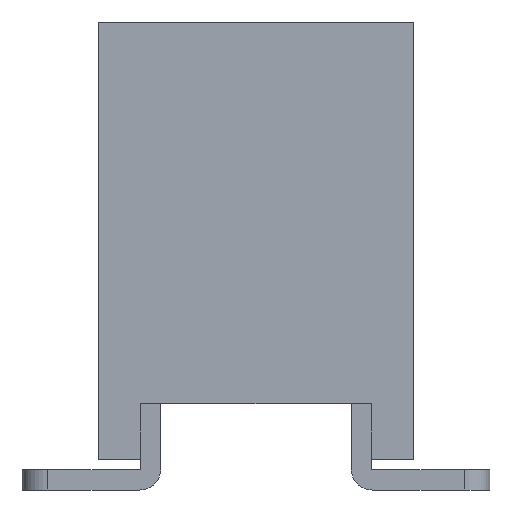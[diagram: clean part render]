
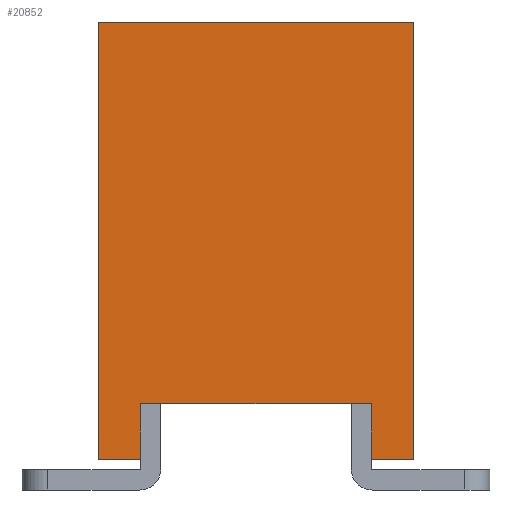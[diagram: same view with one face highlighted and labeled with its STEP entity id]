
A CAD part, left-side view. The second image highlights one B-rep face of the part: STEP entity #20852.
In plain terms, the highlighted face is planar.
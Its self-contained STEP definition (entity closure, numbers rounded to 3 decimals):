
#862=PLANE('',#22974);
#2867=LINE('',#35608,#4907);
#2903=LINE('',#35649,#4943);
#2908=LINE('',#35660,#4948);
#2912=LINE('',#35669,#4952);
#2914=LINE('',#35673,#4954);
#2917=LINE('',#35677,#4957);
#2918=LINE('',#35679,#4958);
#2919=LINE('',#35680,#4959);
#4907=VECTOR('',#28856,1000.);
#4943=VECTOR('',#28894,1000.);
#4948=VECTOR('',#28901,1000.);
#4952=VECTOR('',#28907,1000.);
#4954=VECTOR('',#28911,1000.);
#4957=VECTOR('',#28916,1000.);
#4958=VECTOR('',#28919,1000.);
#4959=VECTOR('',#28920,1000.);
#10810=ORIENTED_EDGE('',*,*,#14149,.T.);
#10811=ORIENTED_EDGE('',*,*,#14135,.T.);
#10812=ORIENTED_EDGE('',*,*,#14150,.T.);
#10813=ORIENTED_EDGE('',*,*,#14099,.T.);
#10814=ORIENTED_EDGE('',*,*,#14146,.T.);
#10815=ORIENTED_EDGE('',*,*,#14140,.F.);
#10816=ORIENTED_EDGE('',*,*,#14151,.F.);
#10817=ORIENTED_EDGE('',*,*,#14144,.T.);
#14099=EDGE_CURVE('',#16108,#16106,#2867,.T.);
#14135=EDGE_CURVE('',#16112,#16111,#2903,.T.);
#14140=EDGE_CURVE('',#16116,#16117,#2908,.T.);
#14144=EDGE_CURVE('',#16121,#16120,#2912,.T.);
#14146=EDGE_CURVE('',#16106,#16117,#2914,.T.);
#14149=EDGE_CURVE('',#16120,#16112,#2917,.T.);
#14150=EDGE_CURVE('',#16111,#16108,#2918,.T.);
#14151=EDGE_CURVE('',#16121,#16116,#2919,.T.);
#16106=VERTEX_POINT('',#35606);
#16108=VERTEX_POINT('',#35609);
#16111=VERTEX_POINT('',#35648);
#16112=VERTEX_POINT('',#35650);
#16116=VERTEX_POINT('',#35659);
#16117=VERTEX_POINT('',#35661);
#16120=VERTEX_POINT('',#35668);
#16121=VERTEX_POINT('',#35670);
#18064=EDGE_LOOP('',(#10810,#10811,#10812,#10813,#10814,#10815,#10816,#10817));
#19226=FACE_BOUND('',#18064,.T.);
#20852=ADVANCED_FACE('',(#19226),#862,.T.);
#22974=AXIS2_PLACEMENT_3D('',#35678,#28917,#28918);
#28856=DIRECTION('',(0.,0.,-1.));
#28894=DIRECTION('',(0.,0.,1.));
#28901=DIRECTION('',(0.,0.,-1.));
#28907=DIRECTION('',(0.,0.,-1.));
#28911=DIRECTION('',(0.,1.,0.));
#28916=DIRECTION('',(0.,1.,0.));
#28917=DIRECTION('',(1.,0.,0.));
#28918=DIRECTION('',(0.,0.,-1.));
#28919=DIRECTION('',(0.,1.,0.));
#28920=DIRECTION('',(0.,1.,0.));
#35606=CARTESIAN_POINT('',(5.28,1.135,-2.15));
#35608=CARTESIAN_POINT('',(5.28,1.135,-1.6));
#35609=CARTESIAN_POINT('',(5.28,1.135,-1.6));
#35648=CARTESIAN_POINT('',(5.28,-1.135,-1.6));
#35649=CARTESIAN_POINT('',(5.28,-1.135,-2.15));
#35650=CARTESIAN_POINT('',(5.28,-1.135,-2.15));
#35659=CARTESIAN_POINT('',(5.28,1.55,2.15));
#35660=CARTESIAN_POINT('',(5.28,1.55,2.15));
#35661=CARTESIAN_POINT('',(5.28,1.55,-2.15));
#35668=CARTESIAN_POINT('',(5.28,-1.55,-2.15));
#35669=CARTESIAN_POINT('',(5.28,-1.55,2.15));
#35670=CARTESIAN_POINT('',(5.28,-1.55,2.15));
#35673=CARTESIAN_POINT('',(5.28,-1.55,-2.15));
#35677=CARTESIAN_POINT('',(5.28,-1.55,-2.15));
#35678=CARTESIAN_POINT('',(5.28,-1.55,2.15));
#35679=CARTESIAN_POINT('',(5.28,-1.135,-1.6));
#35680=CARTESIAN_POINT('',(5.28,-1.55,2.15));
